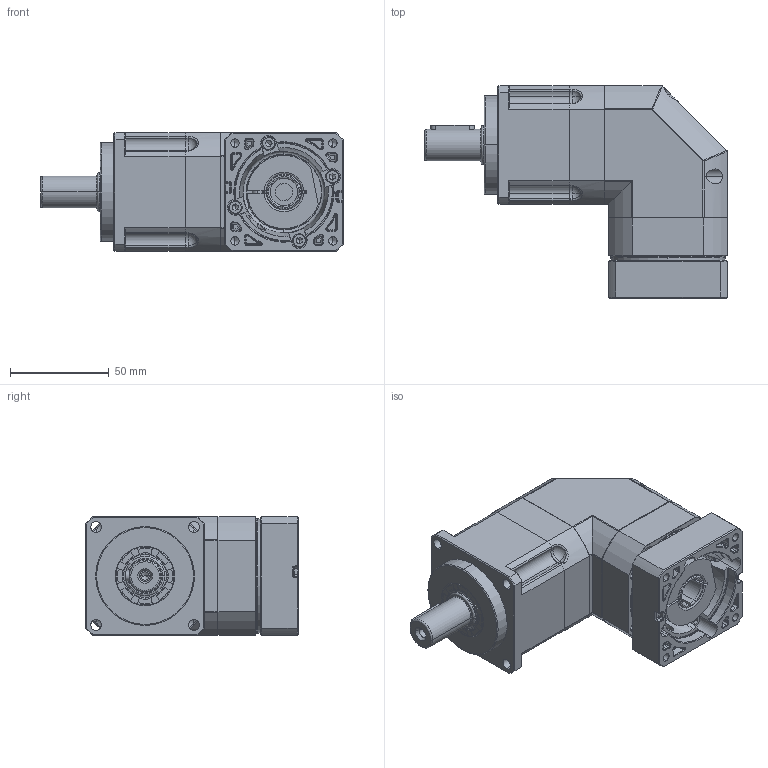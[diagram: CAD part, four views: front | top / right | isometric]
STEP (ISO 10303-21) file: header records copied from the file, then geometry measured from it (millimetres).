
FILE_DESCRIPTION (( 'STEP AP214' ), '1' );
FILE_NAME ('FABR060D-L1-14-50-70-M5-33.STEP', '2020-09-23T00:11:08', ( '' ), ( '' ), 'SwSTEP 2.0', 'SolidWorks 2014', '' );
FILE_SCHEMA (( 'AUTOMOTIVE_DESIGN' ));
Length unit declared in the file: millimetre
Products named in the file (13): hex socket set screws with cone point gb_GB_FASTENER_SCREWS_HSCP M10X10-N; A倰す瑩5-22; 蚐猾20304; FAB060D怀堤俴陎殤1; hexagon socket head cap screws gb_GB_FASTENER_SCREWS_HSHCS M4X16-N; 坶踡遠18-37-12(1); FAB060D齿圈; 珨撰眻褒眊极FABR060D; 输入轴FABR060D-14; 11-输入法兰FAB060D-50-70-M5+1; 2-输入端壳体FABR060D; FABR060D-L1-14-50-70-M5-33; 7-怀堤傷褲极FABR060D
Assembly tree (15 placements, depth 2):
  FABR060D-L1-14-50-70-M5-33
    7-怀堤傷褲极FABR060D
    2-输入端壳体FABR060D
    珨撰眻褒眊极FABR060D
    FAB060D齿圈
    FAB060D怀堤俴陎殤1
    坶踡遠18-37-12(1)
    A倰す瑩5-22
    11-输入法兰FAB060D-50-70-M5+1
    蚐猾20304
    输入轴FABR060D-14
    hex socket set screws with cone point gb_GB_FASTENER_SCREWS_HSCP M10X10-N
    hexagon socket head cap screws gb_GB_FASTENER_SCREWS_HSHCS M4X16-N  x4
Bounding box: 153 x 107.5 x 60 mm (x, y, z)
Volume: 515325.3 mm3; surface area: 100189.6 mm2
Topology: 16 solids, 17 shells, 1073 faces, 2583 edges, 1533 vertices
Faces by surface type: cylinder 353, plane 299, cone 196, torus 157, bspline 48, sphere 20
Entity records: 37398 total; most frequent: CARTESIAN_POINT 12676, DIRECTION 5164, ORIENTED_EDGE 4702, EDGE_CURVE 2351, AXIS2_PLACEMENT_3D 2120, VERTEX_POINT 1430, CIRCLE 1152, EDGE_LOOP 1095
